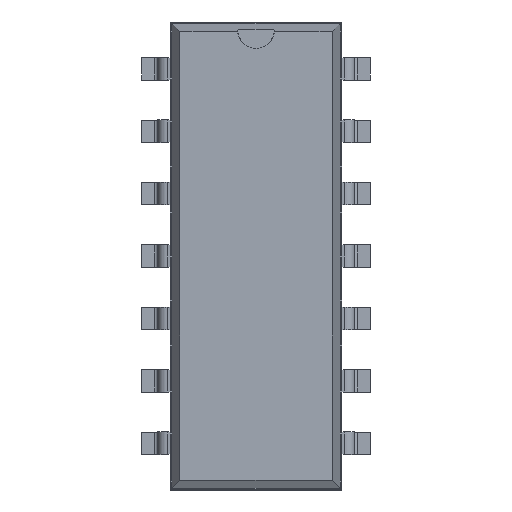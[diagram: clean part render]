
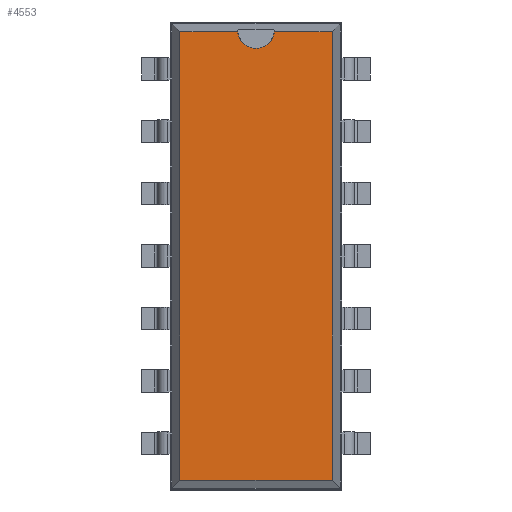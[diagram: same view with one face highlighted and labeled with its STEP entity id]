
A CAD part, top view. The second image highlights one B-rep face of the part: STEP entity #4553.
In plain terms, the highlighted planar face has unit normal (0, 0, 1).
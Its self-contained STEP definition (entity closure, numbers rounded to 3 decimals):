
#27=VECTOR('',#28,1.);
#28=DIRECTION('',(0.,1.,0.));
#34=VECTOR('',#35,1.);
#35=DIRECTION('',(-1.,0.,0.));
#41=VECTOR('',#42,1.);
#42=DIRECTION('',(0.,-1.,0.));
#46=VECTOR('',#47,1.);
#47=DIRECTION('',(1.,0.,0.));
#50=DIRECTION('',(0.,0.,-1.));
#957=DIRECTION('',(0.,0.,-1.));
#3074=VERTEX_POINT('',#3075);
#3075=CARTESIAN_POINT('',(3.101,9.126,3.68));
#3077=ORIENTED_EDGE('',*,*,#3078,.F.);
#3078=EDGE_CURVE('',#3079,#3074,#3081,.T.);
#3079=VERTEX_POINT('',#3080);
#3080=CARTESIAN_POINT('',(3.101,-9.126,3.68));
#3081=LINE('',#3080,#27);
#3783=VERTEX_POINT('',#3784);
#3784=CARTESIAN_POINT('',(-3.101,9.126,3.68));
#3786=ORIENTED_EDGE('',*,*,#3787,.F.);
#3787=EDGE_CURVE('',#3788,#3783,#3790,.T.);
#3788=VERTEX_POINT('',#3789);
#3789=CARTESIAN_POINT('',(-0.746,9.126,3.68));
#3790=LINE('',#3075,#34);
#3809=VERTEX_POINT('',#3810);
#3810=CARTESIAN_POINT('',(0.746,9.126,3.68));
#3816=ORIENTED_EDGE('',*,*,#3817,.F.);
#3817=EDGE_CURVE('',#3074,#3809,#3790,.T.);
#3846=VERTEX_POINT('',#3847);
#3847=CARTESIAN_POINT('',(-3.101,-9.126,3.68));
#3849=ORIENTED_EDGE('',*,*,#3850,.F.);
#3850=EDGE_CURVE('',#3783,#3846,#3851,.T.);
#3851=LINE('',#3784,#41);
#4548=ORIENTED_EDGE('',*,*,#4549,.F.);
#4549=EDGE_CURVE('',#3846,#3079,#4550,.T.);
#4550=LINE('',#3847,#46);
#4553=ADVANCED_FACE('',(#4554),#4565,.F.);
#4554=FACE_BOUND('',#4555,.F.);
#4555=EDGE_LOOP('',(#3077,#4548,#3849,#3786,#4556,#4563,#3816));
#4556=ORIENTED_EDGE('',*,*,#4557,.F.);
#4557=EDGE_CURVE('',#4558,#3788,#4560,.T.);
#4558=VERTEX_POINT('',#4559);
#4559=CARTESIAN_POINT('',(0.,8.451,3.68));
#4560=CIRCLE('',#4561,0.75);
#4561=AXIS2_PLACEMENT_3D('',#4562,#957,#42);
#4562=CARTESIAN_POINT('',(0.,9.201,3.68));
#4563=ORIENTED_EDGE('',*,*,#4564,.F.);
#4564=EDGE_CURVE('',#3809,#4558,#4560,.T.);
#4565=PLANE('',#4566);
#4566=AXIS2_PLACEMENT_3D('',#3080,#50,#4567);
#4567=DIRECTION('',(-0.322,0.947,0.));
